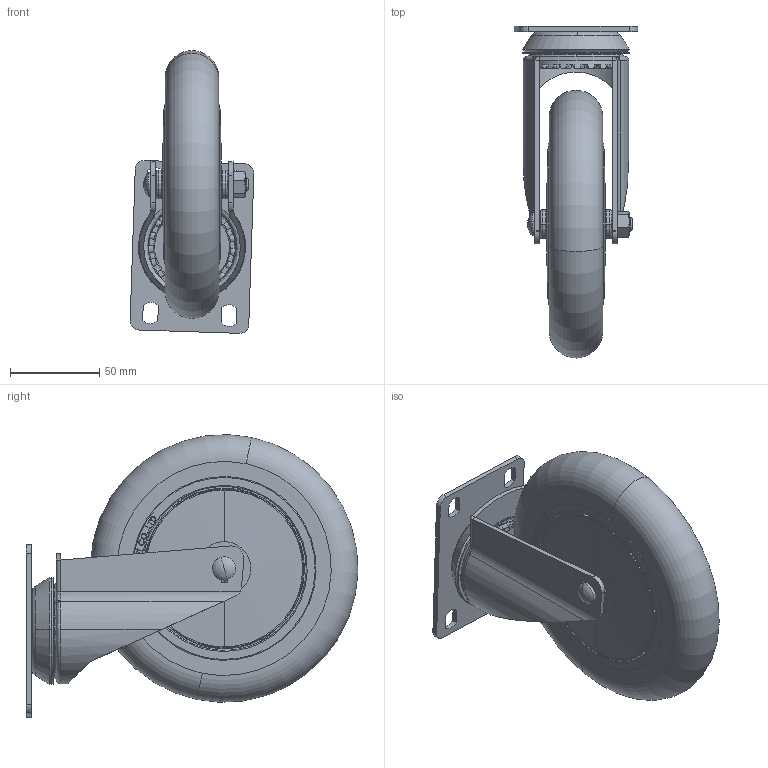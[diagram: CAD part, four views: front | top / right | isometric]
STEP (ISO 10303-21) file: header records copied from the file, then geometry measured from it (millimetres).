
FILE_DESCRIPTION (( 'STEP AP203' ), '1' );
FILE_NAME ('ACLU-150SF.STEP', '2015-09-18T07:50:20', ( 'WON SINCHUL' ), ( 'Hewlett-Packard Company' ), 'SwSTEP 2.0', 'SolidWorks 2015', '' );
FILE_SCHEMA (( 'CONFIG_CONTROL_DESIGN' ));
Length unit declared in the file: millimetre
Products named in the file (1): ACLU-150SF
Bounding box: 69.3 x 185.96 x 158.38 mm (x, y, z)
Volume: 457761.9 mm3; surface area: 180448.3 mm2
Topology: 14 solids, 14 shells, 986 faces, 2675 edges, 1743 vertices
Faces by surface type: plane 462, cylinder 262, bspline 168, cone 50, torus 44
Entity records: 39590 total; most frequent: CARTESIAN_POINT 15871, ORIENTED_EDGE 5342, DIRECTION 4455, EDGE_CURVE 2671, VERTEX_POINT 1743, AXIS2_PLACEMENT_3D 1599, VECTOR 1257, LINE 1257
